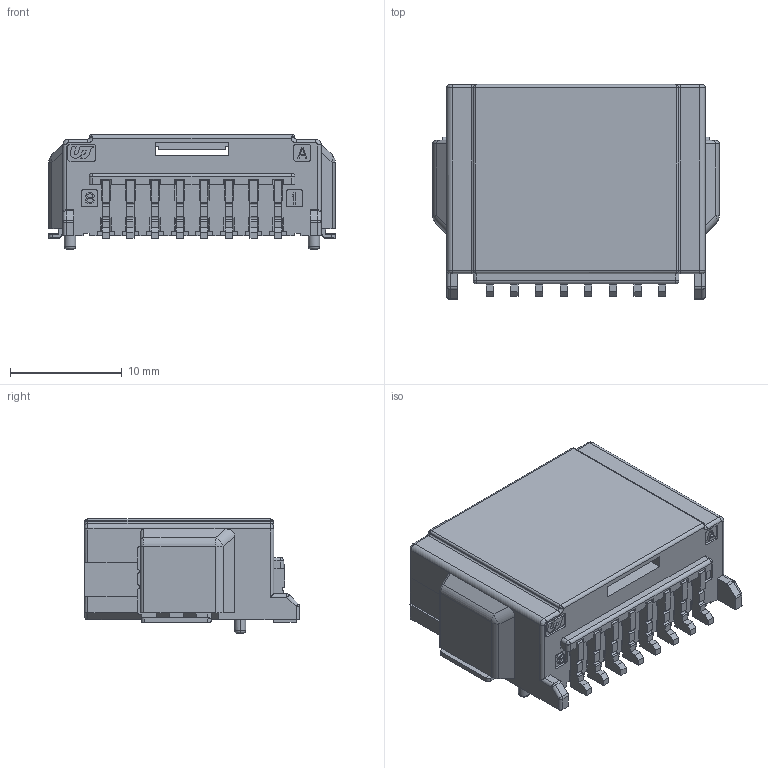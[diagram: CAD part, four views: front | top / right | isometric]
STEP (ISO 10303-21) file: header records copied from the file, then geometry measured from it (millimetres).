
FILE_DESCRIPTION((''),'2;1');
FILE_NAME('CUSTOMER_025_8M_ASSY_H_B','2016-12-08T',('parkkh'),(''),'CREO PARAMETRIC BY PTC INC, 2015290','CREO PARAMETRIC BY PTC INC, 2015290','');
FILE_SCHEMA(('CONFIG_CONTROL_DESIGN'));
Length unit declared in the file: millimetre
Products named in the file (1): CUSTOMER_025_8M_ASSY_H_B
Bounding box: 25.6 x 19.2 x 10.2 mm (x, y, z)
Volume: 1540.8 mm3; surface area: 3129.5 mm2
Topology: 1 solids, 1 shells, 936 faces, 2575 edges, 1610 vertices
Faces by surface type: plane 728, cylinder 164, cone 14, bspline 12, torus 10, sphere 8
Entity records: 30663 total; most frequent: CARTESIAN_POINT 6796, ORIENTED_EDGE 5126, DIRECTION 4725, EDGE_CURVE 2563, VECTOR 2171, LINE 2171, VERTEX_POINT 1610, AXIS2_PLACEMENT_3D 1277
